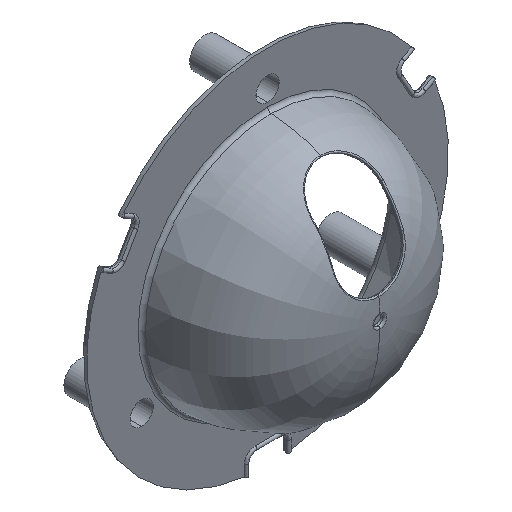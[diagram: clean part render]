
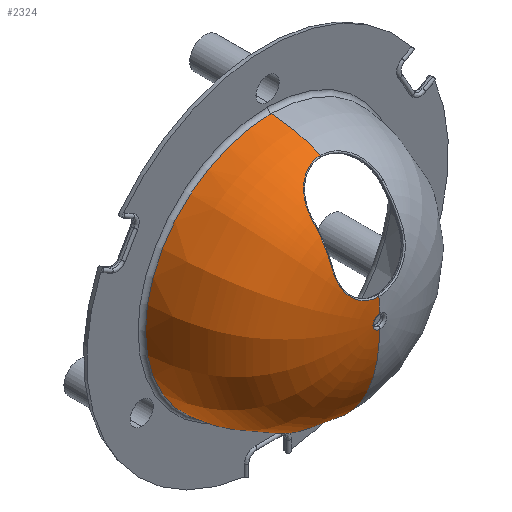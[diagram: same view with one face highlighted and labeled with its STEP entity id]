
A CAD part, isometric view. The second image highlights one B-rep face of the part: STEP entity #2324.
In plain terms, the highlighted face is a revolution surface.
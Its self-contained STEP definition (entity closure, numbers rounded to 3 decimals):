
#31=CARTESIAN_POINT('',(0.,-105.509,10.907));
#75=CARTESIAN_POINT('',(0.,-49.86,0.));
#76=DIRECTION('',(0.,1.,0.));
#77=DIRECTION('',(0.,0.,-1.));
#78=AXIS2_PLACEMENT_3D('',#75,#76,#77);
#80=CARTESIAN_POINT('',(0.,-49.86,
64.886));
#81=CARTESIAN_POINT('',(0.,-54.277,
64.577));
#82=CARTESIAN_POINT('',(0.,-60.799,
63.702));
#83=CARTESIAN_POINT('',(0.,-69.216,61.436));
#84=CARTESIAN_POINT('',(0.,-73.315,
59.869));
#85=CARTESIAN_POINT('',(0.,-75.331,
58.955));
#87=CARTESIAN_POINT('',(-18.232,-89.385,45.963));
#88=CARTESIAN_POINT('',(-18.232,-88.889,46.486));
#89=CARTESIAN_POINT('',(-18.154,-87.891,47.519));
#90=CARTESIAN_POINT('',(-17.797,-86.374,49.039));
#91=CARTESIAN_POINT('',(-17.201,-84.863,50.507));
#92=CARTESIAN_POINT('',(-16.376,-83.386,51.901));
#93=CARTESIAN_POINT('',(-15.335,-81.974,53.2));
#94=CARTESIAN_POINT('',(-14.099,-80.654,54.389));
#95=CARTESIAN_POINT('',(-12.69,-79.447,55.454));
#96=CARTESIAN_POINT('',(-11.13,-78.373,56.386));
#97=CARTESIAN_POINT('',(-9.443,-77.445,57.18));
#98=CARTESIAN_POINT('',(-7.662,-76.678,57.829));
#99=CARTESIAN_POINT('',(-5.8,-76.076,58.335));
#100=CARTESIAN_POINT('',(-3.877,-75.643,58.696));
#101=CARTESIAN_POINT('',(-1.927,-75.386,58.91));
#102=CARTESIAN_POINT('',(-0.64,-75.331,
58.955));
#103=CARTESIAN_POINT('',(0.,-75.331,
58.955));
#105=CARTESIAN_POINT('',(-18.208,-99.896,28.713));
#106=CARTESIAN_POINT('',(-18.208,-99.69,29.268));
#107=CARTESIAN_POINT('',(-18.21,-99.253,30.397));
#108=CARTESIAN_POINT('',(-18.212,-98.496,32.177));
#109=CARTESIAN_POINT('',(-18.215,-97.679,33.926));
#110=CARTESIAN_POINT('',(-18.217,-96.816,35.615));
#111=CARTESIAN_POINT('',(-18.22,-95.89,37.275));
#112=CARTESIAN_POINT('',(-18.222,-94.892,38.912));
#113=CARTESIAN_POINT('',(-18.224,-93.817,40.531));
#114=CARTESIAN_POINT('',(-18.226,-92.659,42.126));
#115=CARTESIAN_POINT('',(-18.229,-91.48,43.614));
#116=CARTESIAN_POINT('',(-18.23,-90.342,44.936));
#117=CARTESIAN_POINT('',(-18.231,-89.688,45.644));
#118=CARTESIAN_POINT('',(-18.232,-89.385,45.963));
#120=CARTESIAN_POINT('',(0.,-105.509,10.907));
#121=CARTESIAN_POINT('',(-0.337,-105.509,
10.907));
#122=CARTESIAN_POINT('',(-0.999,-105.504,
10.926));
#123=CARTESIAN_POINT('',(-2.006,-105.483,11.01));
#124=CARTESIAN_POINT('',(-2.997,-105.448,11.149));
#125=CARTESIAN_POINT('',(-3.985,-105.398,11.344));
#126=CARTESIAN_POINT('',(-4.977,-105.334,11.598));
#127=CARTESIAN_POINT('',(-5.985,-105.251,11.918));
#128=CARTESIAN_POINT('',(-7.005,-105.149,12.308));
#129=CARTESIAN_POINT('',(-8.092,-105.018,12.804));
#130=CARTESIAN_POINT('',(-9.08,-104.875,13.335));
#131=CARTESIAN_POINT('',(-10.03,-104.715,13.92));
#132=CARTESIAN_POINT('',(-10.977,-104.529,14.586));
#133=CARTESIAN_POINT('',(-11.914,-104.316,15.337));
#134=CARTESIAN_POINT('',(-12.8,-104.081,16.15));
#135=CARTESIAN_POINT('',(-13.617,-103.829,17.002));
#136=CARTESIAN_POINT('',(-14.339,-103.572,17.855));
#137=CARTESIAN_POINT('',(-15.038,-103.286,18.788));
#138=CARTESIAN_POINT('',(-15.771,-102.932,19.917));
#139=CARTESIAN_POINT('',(-16.496,-102.501,21.257));
#140=CARTESIAN_POINT('',(-17.166,-101.985,22.817));
#141=CARTESIAN_POINT('',(-17.73,-101.375,24.606));
#142=CARTESIAN_POINT('',(-18.12,-100.654,26.649));
#143=CARTESIAN_POINT('',(-18.207,-100.155,28.016));
#144=CARTESIAN_POINT('',(-18.208,-99.896,28.713));
#146=CARTESIAN_POINT('',(0.,-105.509,10.907));
#147=CARTESIAN_POINT('',(0.,-105.74,8.453));
#148=CARTESIAN_POINT('',(0.,-105.883,
5.992));
#149=CARTESIAN_POINT('',(0.,-105.952,
3.528));
#151=CARTESIAN_POINT('',(0.,-105.952,0.));
#152=DIRECTION('',(0.,1.,0.));
#153=DIRECTION('',(-1.,0.,0.));
#154=AXIS2_PLACEMENT_3D('',#151,#152,#153);
#156=CARTESIAN_POINT('',(0.,-105.952,0.));
#157=DIRECTION('',(0.,1.,0.));
#158=DIRECTION('',(0.,0.,-1.));
#159=AXIS2_PLACEMENT_3D('',#156,#157,#158);
#161=CARTESIAN_POINT('',(0.,-49.86,
-64.886));
#162=CARTESIAN_POINT('',(0.,-68.514,
-63.581));
#163=CARTESIAN_POINT('',(0.,-96.017,
-51.571));
#164=CARTESIAN_POINT('',(0.,-105.432,
-22.22));
#165=CARTESIAN_POINT('',(0.,-105.952,
-3.528));
#2078=CARTESIAN_POINT('',(0.,-105.952,
-3.528));
#2079=CARTESIAN_POINT('',(-3.528,-105.952,
0.));
#2080=VERTEX_POINT('',#2078);
#2081=VERTEX_POINT('',#2079);
#2084=CARTESIAN_POINT('',(0.,-105.952,
3.528));
#2085=VERTEX_POINT('',#2084);
#2099=VERTEX_POINT('',#31);
#2102=VERTEX_POINT('',#144);
#2104=VERTEX_POINT('',#118);
#2106=VERTEX_POINT('',#103);
#2110=CARTESIAN_POINT('',(0.,-49.86,
-64.886));
#2111=CARTESIAN_POINT('',(0.,-49.86,
64.886));
#2112=VERTEX_POINT('',#2110);
#2113=VERTEX_POINT('',#2111);
#2298=CARTESIAN_POINT('',(0.,-105.974,2.609));
#2299=CARTESIAN_POINT('',(0.,-105.587,21.654));
#2300=CARTESIAN_POINT('',(0.,-96.248,51.617));
#2301=CARTESIAN_POINT('',(0.,-68.147,63.774));
#2302=CARTESIAN_POINT('',(0.,-48.927,64.947));
#2304=CARTESIAN_POINT('',(0.,-108.9,0.));
#2305=DIRECTION('',(0.,1.,0.));
#2306=AXIS1_PLACEMENT('',#2304,#2305);
#2307=SURFACE_OF_REVOLUTION('',#2303,#2306);
#2308=ORIENTED_EDGE('',*,*,#2289,.T.);
#2309=ORIENTED_EDGE('',*,*,#2264,.T.);
#2311=ORIENTED_EDGE('',*,*,#2310,.F.);
#2313=ORIENTED_EDGE('',*,*,#2312,.F.);
#2315=ORIENTED_EDGE('',*,*,#2314,.F.);
#2316=ORIENTED_EDGE('',*,*,#2256,.T.);
#2318=ORIENTED_EDGE('',*,*,#2317,.F.);
#2320=ORIENTED_EDGE('',*,*,#2319,.F.);
#2321=ORIENTED_EDGE('',*,*,#2252,.F.);
#2322=EDGE_LOOP('',(#2308,#2309,#2311,#2313,#2315,#2316,#2318,#2320,#2321));
#2323=FACE_OUTER_BOUND('',#2322,.F.);
#2324=ADVANCED_FACE('',(#2323),#2307,.T.);
#79=CIRCLE('',#78,64.886);
#86=B_SPLINE_CURVE_WITH_KNOTS('',3,(#80,#81,#82,#83,#84,#85),.UNSPECIFIED.,.F.,
.F.,(4,1,1,4),(0.,0.5,0.75,1.),.UNSPECIFIED.);
#104=B_SPLINE_CURVE_WITH_KNOTS('',3,(#87,#88,#89,#90,#91,#92,#93,#94,#95,#96,
#97,#98,#99,#100,#101,#102,#103),.UNSPECIFIED.,.F.,.F.,(4,1,1,1,1,1,1,1,1,1,1,1,
1,1,4),(0.,0.071,0.143,0.214,
0.286,0.357,0.429,0.5,0.571,
0.643,0.714,0.786,0.857,
0.929,1.),.UNSPECIFIED.);
#119=B_SPLINE_CURVE_WITH_KNOTS('',3,(#105,#106,#107,#108,#109,#110,#111,#112,
#113,#114,#115,#116,#117,#118),.UNSPECIFIED.,.F.,.F.,(4,1,1,1,1,1,1,1,1,1,1,4),(
0.,0.091,0.182,0.273,0.364,
0.455,0.545,0.636,0.727,
0.818,0.909,1.),.UNSPECIFIED.);
#145=B_SPLINE_CURVE_WITH_KNOTS('',3,(#120,#121,#122,#123,#124,#125,#126,#127,
#128,#129,#130,#131,#132,#133,#134,#135,#136,#137,#138,#139,#140,#141,#142,#143,
#144),.UNSPECIFIED.,.F.,.F.,(4,1,1,1,1,1,1,1,1,1,1,1,1,1,1,1,1,1,1,1,1,1,4),(
0.,0.045,0.091,0.136,0.182,
0.227,0.273,0.318,0.364,
0.409,0.455,0.5,0.545,0.591,
0.636,0.682,0.727,0.773,
0.818,0.864,0.909,0.955,1.),
.UNSPECIFIED.);
#150=B_SPLINE_CURVE_WITH_KNOTS('',3,(#146,#147,#148,#149),.UNSPECIFIED.,.F.,.F.,
(4,4),(0.,1.),.UNSPECIFIED.);
#155=CIRCLE('',#154,3.528);
#160=CIRCLE('',#159,3.528);
#166=B_SPLINE_CURVE_WITH_KNOTS('',3,(#161,#162,#163,#164,#165),.UNSPECIFIED.,
.F.,.F.,(4,1,4),(0.,0.5,1.),.UNSPECIFIED.);
#2252=EDGE_CURVE('',#2112,#2080,#166,.T.);
#2256=EDGE_CURVE('',#2099,#2085,#150,.T.);
#2264=EDGE_CURVE('',#2113,#2106,#86,.T.);
#2289=EDGE_CURVE('',#2112,#2113,#79,.T.);
#2303=B_SPLINE_CURVE_WITH_KNOTS('',3,(#2298,#2299,#2300,#2301,#2302),
.UNSPECIFIED.,.F.,.F.,(4,1,4),(0.,0.5,1.),.UNSPECIFIED.);
#2310=EDGE_CURVE('',#2104,#2106,#104,.T.);
#2312=EDGE_CURVE('',#2102,#2104,#119,.T.);
#2314=EDGE_CURVE('',#2099,#2102,#145,.T.);
#2317=EDGE_CURVE('',#2081,#2085,#155,.T.);
#2319=EDGE_CURVE('',#2080,#2081,#160,.T.);
